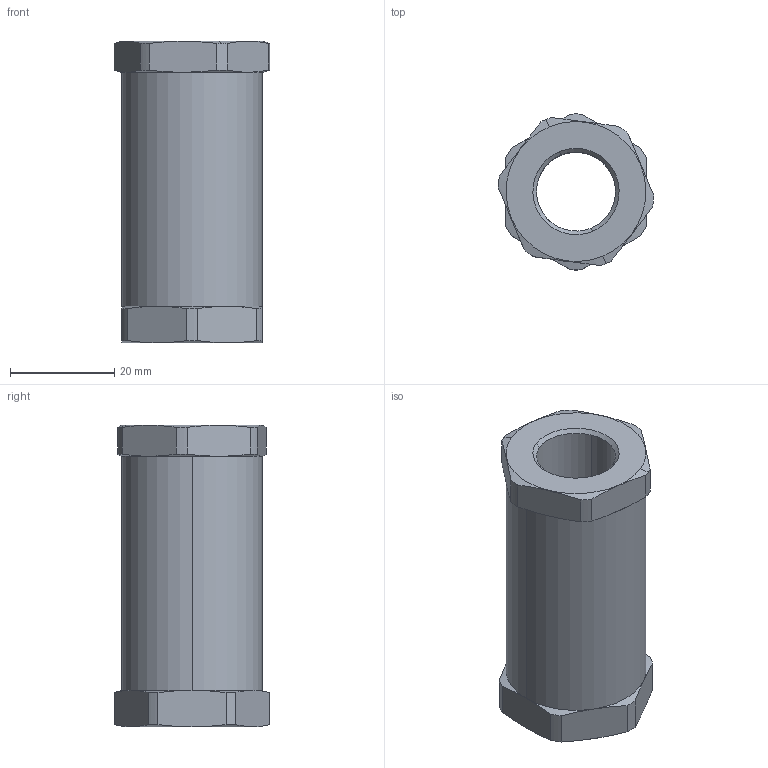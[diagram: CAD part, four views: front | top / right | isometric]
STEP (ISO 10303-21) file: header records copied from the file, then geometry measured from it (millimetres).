
FILE_DESCRIPTION (( 'STEP AP214' ), '1' );
FILE_NAME ('281ZH0311 3-8 BSP female-female.STEP', '2016-04-22T17:19:17', ( 'w7' ), ( 'Hewlett-Packard Company' ), 'SwSTEP 2.0', 'SolidWorks 2015', '' );
FILE_SCHEMA (( 'AUTOMOTIVE_DESIGN' ));
Length unit declared in the file: millimetre
Products named in the file (1): 281ZH0311 3-8 BSP female-female
Bounding box: 29.95 x 29.99 x 58 mm (x, y, z)
Surface area: 7217 mm2 (no closed solid volume)
Topology: 0 solids, 2 shells, 48 faces, 128 edges, 82 vertices
Faces by surface type: cylinder 18, cone 16, plane 14
Entity records: 2104 total; most frequent: CARTESIAN_POINT 377, ORIENTED_EDGE 248, DIRECTION 246, EDGE_CURVE 128, AXIS2_PLACEMENT_3D 103, VERTEX_POINT 82, CIRCLE 54, EDGE_LOOP 50
